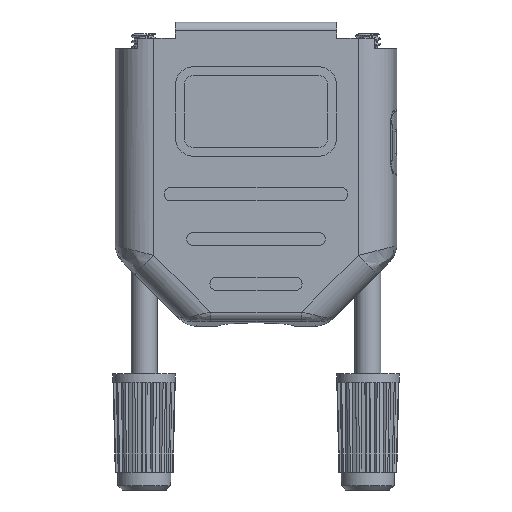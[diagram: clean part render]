
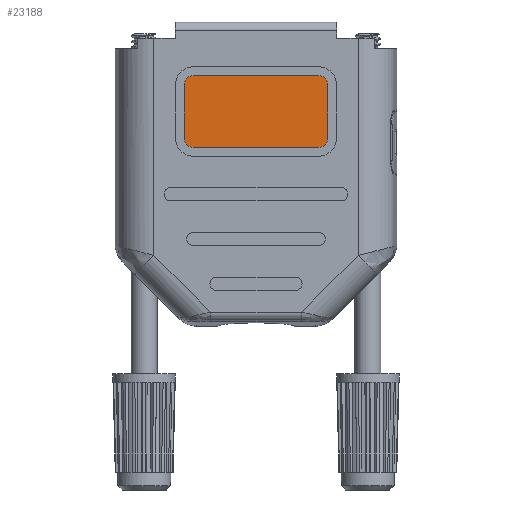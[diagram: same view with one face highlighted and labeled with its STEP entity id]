
A CAD part, front view. The second image highlights one B-rep face of the part: STEP entity #23188.
In plain terms, the highlighted planar face has unit normal (0, -1, 0).
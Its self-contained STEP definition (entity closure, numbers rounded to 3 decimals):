
#206 = VECTOR ( 'NONE', #18093, 1000. ) ;
#399 = VECTOR ( 'NONE', #2214, 1000. ) ;
#656 = EDGE_LOOP ( 'NONE', ( #23837, #11704, #15675, #16573, #9528, #21054, #8196, #12740 ) ) ;
#774 = CIRCLE ( 'NONE', #2724, 1. ) ;
#963 = CARTESIAN_POINT ( 'NONE',  ( 8., 0.1, -13. ) ) ;
#1345 = LINE ( 'NONE', #21906, #2226 ) ;
#2214 = DIRECTION ( 'NONE',  ( 0., 0., -1. ) ) ;
#2226 = VECTOR ( 'NONE', #4903, 1000. ) ;
#2583 = LINE ( 'NONE', #23254, #206 ) ;
#2724 = AXIS2_PLACEMENT_3D ( 'NONE', #22190, #18627, #5426 ) ;
#2915 = CIRCLE ( 'NONE', #9187, 1. ) ;
#3165 = FACE_OUTER_BOUND ( 'NONE', #656, .T. ) ;
#3525 = DIRECTION ( 'NONE',  ( 1., 0., 0. ) ) ;
#4903 = DIRECTION ( 'NONE',  ( 1., 0., 0. ) ) ;
#5300 = EDGE_CURVE ( 'NONE', #12089, #15853, #2915, .T. ) ;
#5426 = DIRECTION ( 'NONE',  ( 1., 0., 0. ) ) ;
#5436 = EDGE_CURVE ( 'NONE', #8625, #18279, #2583, .T. ) ;
#5457 = VERTEX_POINT ( 'NONE', #6728 ) ;
#5484 = PLANE ( 'NONE',  #17940 ) ;
#5726 = CARTESIAN_POINT ( 'NONE',  ( 7., 0.1, -7. ) ) ;
#6494 = CARTESIAN_POINT ( 'NONE',  ( -7., 0.1, -13. ) ) ;
#6728 = CARTESIAN_POINT ( 'NONE',  ( -8., 0.1, -7. ) ) ;
#6997 = VERTEX_POINT ( 'NONE', #14114 ) ;
#7419 = LINE ( 'NONE', #22459, #23863 ) ;
#7535 = DIRECTION ( 'NONE',  ( 0., 0., 1. ) ) ;
#7557 = DIRECTION ( 'NONE',  ( 1., 0., 0. ) ) ;
#8196 = ORIENTED_EDGE ( 'NONE', *, *, #9069, .T. ) ;
#8625 = VERTEX_POINT ( 'NONE', #18358 ) ;
#9038 = CARTESIAN_POINT ( 'NONE',  ( 7., 0.1, -7. ) ) ;
#9069 = EDGE_CURVE ( 'NONE', #6997, #10814, #21001, .T. ) ;
#9187 = AXIS2_PLACEMENT_3D ( 'NONE', #6494, #17377, #12126 ) ;
#9528 = ORIENTED_EDGE ( 'NONE', *, *, #5300, .T. ) ;
#10455 = AXIS2_PLACEMENT_3D ( 'NONE', #14303, #10517, #21758 ) ;
#10517 = DIRECTION ( 'NONE',  ( 0., -1., 0. ) ) ;
#10814 = VERTEX_POINT ( 'NONE', #963 ) ;
#10999 = DIRECTION ( 'NONE',  ( 0., -1., 0. ) ) ;
#11241 = DIRECTION ( 'NONE',  ( 0., -1., 0. ) ) ;
#11704 = ORIENTED_EDGE ( 'NONE', *, *, #5436, .T. ) ;
#12089 = VERTEX_POINT ( 'NONE', #21504 ) ;
#12126 = DIRECTION ( 'NONE',  ( 1., 0., 0. ) ) ;
#12740 = ORIENTED_EDGE ( 'NONE', *, *, #18349, .T. ) ;
#12932 = CARTESIAN_POINT ( 'NONE',  ( -7., 0.1, -6. ) ) ;
#12989 = EDGE_CURVE ( 'NONE', #15853, #6997, #1345, .T. ) ;
#13061 = CIRCLE ( 'NONE', #20467, 1. ) ;
#14114 = CARTESIAN_POINT ( 'NONE',  ( 7., 0.1, -14. ) ) ;
#14303 = CARTESIAN_POINT ( 'NONE',  ( 7., 0.1, -13. ) ) ;
#15485 = CARTESIAN_POINT ( 'NONE',  ( -7., 0.1, -14. ) ) ;
#15675 = ORIENTED_EDGE ( 'NONE', *, *, #17623, .T. ) ;
#15692 = EDGE_CURVE ( 'NONE', #18894, #8625, #13061, .T. ) ;
#15853 = VERTEX_POINT ( 'NONE', #15485 ) ;
#16573 = ORIENTED_EDGE ( 'NONE', *, *, #20352, .T. ) ;
#17377 = DIRECTION ( 'NONE',  ( 0., -1., 0. ) ) ;
#17623 = EDGE_CURVE ( 'NONE', #18279, #5457, #774, .T. ) ;
#17940 = AXIS2_PLACEMENT_3D ( 'NONE', #9038, #10999, #3525 ) ;
#18093 = DIRECTION ( 'NONE',  ( -1., 0., 0. ) ) ;
#18279 = VERTEX_POINT ( 'NONE', #12932 ) ;
#18349 = EDGE_CURVE ( 'NONE', #10814, #18894, #7419, .T. ) ;
#18358 = CARTESIAN_POINT ( 'NONE',  ( 7., 0.1, -6. ) ) ;
#18627 = DIRECTION ( 'NONE',  ( 0., -1., 0. ) ) ;
#18894 = VERTEX_POINT ( 'NONE', #20137 ) ;
#20137 = CARTESIAN_POINT ( 'NONE',  ( 8., 0.1, -7. ) ) ;
#20352 = EDGE_CURVE ( 'NONE', #5457, #12089, #20938, .T. ) ;
#20467 = AXIS2_PLACEMENT_3D ( 'NONE', #5726, #11241, #7557 ) ;
#20811 = CARTESIAN_POINT ( 'NONE',  ( -8., 0.1, -7. ) ) ;
#20938 = LINE ( 'NONE', #20811, #399 ) ;
#21001 = CIRCLE ( 'NONE', #10455, 1. ) ;
#21054 = ORIENTED_EDGE ( 'NONE', *, *, #12989, .T. ) ;
#21504 = CARTESIAN_POINT ( 'NONE',  ( -8., 0.1, -13. ) ) ;
#21758 = DIRECTION ( 'NONE',  ( 1., 0., 0. ) ) ;
#21906 = CARTESIAN_POINT ( 'NONE',  ( -7., 0.1, -14. ) ) ;
#22190 = CARTESIAN_POINT ( 'NONE',  ( -7., 0.1, -7. ) ) ;
#22459 = CARTESIAN_POINT ( 'NONE',  ( 8., 0.1, -13. ) ) ;
#23188 = ADVANCED_FACE ( 'NONE', ( #3165 ), #5484, .T. ) ;
#23254 = CARTESIAN_POINT ( 'NONE',  ( 7., 0.1, -6. ) ) ;
#23837 = ORIENTED_EDGE ( 'NONE', *, *, #15692, .T. ) ;
#23863 = VECTOR ( 'NONE', #7535, 1000. ) ;
